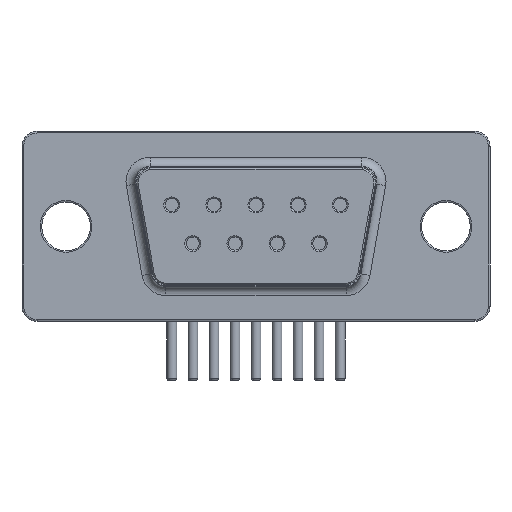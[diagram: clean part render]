
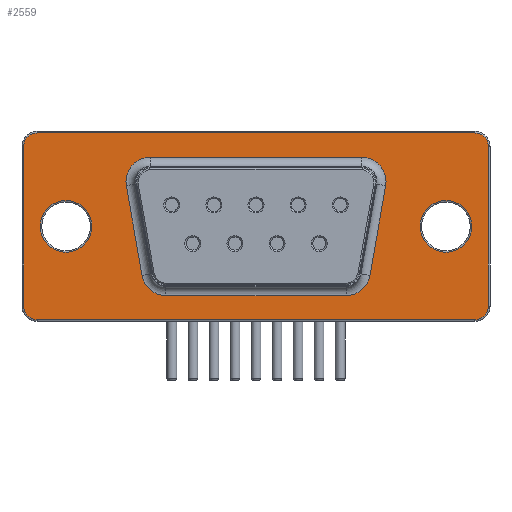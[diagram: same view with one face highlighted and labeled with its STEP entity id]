
A CAD part, front view. The second image highlights one B-rep face of the part: STEP entity #2559.
In plain terms, the highlighted planar face has unit normal (0, -1, 0).
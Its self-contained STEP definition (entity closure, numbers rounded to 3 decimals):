
#2308 = VERTEX_POINT('',#2309);
#2309 = CARTESIAN_POINT('',(-19.94,-12.54,12.4));
#2318 = VERTEX_POINT('',#2319);
#2319 = CARTESIAN_POINT('',(-20.84,-12.54,11.5));
#2326 = EDGE_CURVE('',#2308,#2318,#2327,.T.);
#2327 = CIRCLE('',#2328,0.9);
#2328 = AXIS2_PLACEMENT_3D('',#2329,#2330,#2331);
#2329 = CARTESIAN_POINT('',(-19.94,-12.54,11.5));
#2330 = DIRECTION('',(0.,-1.,0.));
#2331 = DIRECTION('',(0.,0.,1.));
#2342 = VERTEX_POINT('',#2343);
#2343 = CARTESIAN_POINT('',(8.86,-12.54,12.4));
#2350 = EDGE_CURVE('',#2342,#2308,#2351,.T.);
#2351 = LINE('',#2352,#2353);
#2352 = CARTESIAN_POINT('',(8.86,-12.54,12.4));
#2353 = VECTOR('',#2354,1.);
#2354 = DIRECTION('',(-1.,0.,0.));
#2367 = EDGE_CURVE('',#2318,#2368,#2370,.T.);
#2368 = VERTEX_POINT('',#2369);
#2369 = CARTESIAN_POINT('',(-20.84,-12.54,1.));
#2370 = LINE('',#2371,#2372);
#2371 = CARTESIAN_POINT('',(-20.84,-12.54,11.5));
#2372 = VECTOR('',#2373,1.);
#2373 = DIRECTION('',(0.,0.,-1.));
#2392 = VERTEX_POINT('',#2393);
#2393 = CARTESIAN_POINT('',(9.76,-12.54,11.5));
#2402 = EDGE_CURVE('',#2392,#2342,#2403,.T.);
#2403 = CIRCLE('',#2404,0.9);
#2404 = AXIS2_PLACEMENT_3D('',#2405,#2406,#2407);
#2405 = CARTESIAN_POINT('',(8.86,-12.54,11.5));
#2406 = DIRECTION('',(0.,-1.,0.));
#2407 = DIRECTION('',(1.,0.,0.));
#2420 = VERTEX_POINT('',#2421);
#2421 = CARTESIAN_POINT('',(-19.94,-12.54,0.1));
#2428 = EDGE_CURVE('',#2368,#2420,#2429,.T.);
#2429 = CIRCLE('',#2430,0.9);
#2430 = AXIS2_PLACEMENT_3D('',#2431,#2432,#2433);
#2431 = CARTESIAN_POINT('',(-19.94,-12.54,1.));
#2432 = DIRECTION('',(0.,-1.,0.));
#2433 = DIRECTION('',(-1.,0.,0.));
#2444 = VERTEX_POINT('',#2445);
#2445 = CARTESIAN_POINT('',(9.76,-12.54,1.));
#2452 = EDGE_CURVE('',#2444,#2392,#2453,.T.);
#2453 = LINE('',#2454,#2455);
#2454 = CARTESIAN_POINT('',(9.76,-12.54,1.));
#2455 = VECTOR('',#2456,1.);
#2456 = DIRECTION('',(0.,0.,1.));
#2469 = EDGE_CURVE('',#2420,#2470,#2472,.T.);
#2470 = VERTEX_POINT('',#2471);
#2471 = CARTESIAN_POINT('',(8.86,-12.54,0.1));
#2472 = LINE('',#2473,#2474);
#2473 = CARTESIAN_POINT('',(-19.94,-12.54,0.1));
#2474 = VECTOR('',#2475,1.);
#2475 = DIRECTION('',(1.,0.,0.));
#2496 = EDGE_CURVE('',#2470,#2444,#2497,.T.);
#2497 = CIRCLE('',#2498,0.9);
#2498 = AXIS2_PLACEMENT_3D('',#2499,#2500,#2501);
#2499 = CARTESIAN_POINT('',(8.86,-12.54,1.));
#2500 = DIRECTION('',(0.,-1.,0.));
#2501 = DIRECTION('',(0.,0.,-1.));
#2512 = VERTEX_POINT('',#2513);
#2513 = CARTESIAN_POINT('',(8.66,-12.54,6.25));
#2522 = EDGE_CURVE('',#2512,#2512,#2523,.T.);
#2523 = CIRCLE('',#2524,1.7);
#2524 = AXIS2_PLACEMENT_3D('',#2525,#2526,#2527);
#2525 = CARTESIAN_POINT('',(6.96,-12.54,6.25));
#2526 = DIRECTION('',(0.,-1.,0.));
#2527 = DIRECTION('',(1.,0.,0.));
#2538 = VERTEX_POINT('',#2539);
#2539 = CARTESIAN_POINT('',(-16.34,-12.54,6.25));
#2548 = EDGE_CURVE('',#2538,#2538,#2549,.T.);
#2549 = CIRCLE('',#2550,1.7);
#2550 = AXIS2_PLACEMENT_3D('',#2551,#2552,#2553);
#2551 = CARTESIAN_POINT('',(-18.04,-12.54,6.25));
#2552 = DIRECTION('',(0.,-1.,0.));
#2553 = DIRECTION('',(1.,0.,0.));
#2559 = ADVANCED_FACE('',(#2560,#2630,#2640,#2643),#2646,.T.);
#2560 = FACE_BOUND('',#2561,.T.);
#2561 = EDGE_LOOP('',(#2562,#2573,#2581,#2590,#2598,#2607,#2615,#2624));
#2562 = ORIENTED_EDGE('',*,*,#2563,.T.);
#2563 = EDGE_CURVE('',#2564,#2566,#2568,.T.);
#2564 = VERTEX_POINT('',#2565);
#2565 = CARTESIAN_POINT('',(-11.465,-12.54,1.7));
#2566 = VERTEX_POINT('',#2567);
#2567 = CARTESIAN_POINT('',(-13.041,-12.54,3.024));
#2568 = CIRCLE('',#2569,1.6);
#2569 = AXIS2_PLACEMENT_3D('',#2570,#2571,#2572);
#2570 = CARTESIAN_POINT('',(-11.465,-12.54,3.3));
#2571 = DIRECTION('',(0.,1.,0.));
#2572 = DIRECTION('',(0.,0.,-1.));
#2573 = ORIENTED_EDGE('',*,*,#2574,.T.);
#2574 = EDGE_CURVE('',#2566,#2575,#2577,.T.);
#2575 = VERTEX_POINT('',#2576);
#2576 = CARTESIAN_POINT('',(-14.075,-12.54,8.924));
#2577 = LINE('',#2578,#2579);
#2578 = CARTESIAN_POINT('',(-13.041,-12.54,3.024));
#2579 = VECTOR('',#2580,1.);
#2580 = DIRECTION('',(-0.173,0.,0.985
));
#2581 = ORIENTED_EDGE('',*,*,#2582,.T.);
#2582 = EDGE_CURVE('',#2575,#2583,#2585,.T.);
#2583 = VERTEX_POINT('',#2584);
#2584 = CARTESIAN_POINT('',(-12.499,-12.54,10.8));
#2585 = CIRCLE('',#2586,1.6);
#2586 = AXIS2_PLACEMENT_3D('',#2587,#2588,#2589);
#2587 = CARTESIAN_POINT('',(-12.499,-12.54,9.2));
#2588 = DIRECTION('',(0.,1.,0.));
#2589 = DIRECTION('',(-0.985,0.,
-0.173));
#2590 = ORIENTED_EDGE('',*,*,#2591,.T.);
#2591 = EDGE_CURVE('',#2583,#2592,#2594,.T.);
#2592 = VERTEX_POINT('',#2593);
#2593 = CARTESIAN_POINT('',(1.419,-12.54,10.8));
#2594 = LINE('',#2595,#2596);
#2595 = CARTESIAN_POINT('',(-12.499,-12.54,10.8));
#2596 = VECTOR('',#2597,1.);
#2597 = DIRECTION('',(1.,0.,0.));
#2598 = ORIENTED_EDGE('',*,*,#2599,.T.);
#2599 = EDGE_CURVE('',#2592,#2600,#2602,.T.);
#2600 = VERTEX_POINT('',#2601);
#2601 = CARTESIAN_POINT('',(2.995,-12.54,8.924));
#2602 = CIRCLE('',#2603,1.6);
#2603 = AXIS2_PLACEMENT_3D('',#2604,#2605,#2606);
#2604 = CARTESIAN_POINT('',(1.419,-12.54,9.2));
#2605 = DIRECTION('',(0.,1.,0.));
#2606 = DIRECTION('',(0.,0.,1.));
#2607 = ORIENTED_EDGE('',*,*,#2608,.T.);
#2608 = EDGE_CURVE('',#2600,#2609,#2611,.T.);
#2609 = VERTEX_POINT('',#2610);
#2610 = CARTESIAN_POINT('',(1.961,-12.54,3.024));
#2611 = LINE('',#2612,#2613);
#2612 = CARTESIAN_POINT('',(2.995,-12.54,8.924));
#2613 = VECTOR('',#2614,1.);
#2614 = DIRECTION('',(-0.173,0.,
-0.985));
#2615 = ORIENTED_EDGE('',*,*,#2616,.T.);
#2616 = EDGE_CURVE('',#2609,#2617,#2619,.T.);
#2617 = VERTEX_POINT('',#2618);
#2618 = CARTESIAN_POINT('',(0.385,-12.54,1.7));
#2619 = CIRCLE('',#2620,1.6);
#2620 = AXIS2_PLACEMENT_3D('',#2621,#2622,#2623);
#2621 = CARTESIAN_POINT('',(0.385,-12.54,3.3));
#2622 = DIRECTION('',(0.,1.,0.));
#2623 = DIRECTION('',(0.985,0.,
-0.173));
#2624 = ORIENTED_EDGE('',*,*,#2625,.T.);
#2625 = EDGE_CURVE('',#2617,#2564,#2626,.T.);
#2626 = LINE('',#2627,#2628);
#2627 = CARTESIAN_POINT('',(0.385,-12.54,1.7));
#2628 = VECTOR('',#2629,1.);
#2629 = DIRECTION('',(-1.,0.,0.));
#2630 = FACE_BOUND('',#2631,.T.);
#2631 = EDGE_LOOP('',(#2632,#2633,#2634,#2635,#2636,#2637,#2638,#2639));
#2632 = ORIENTED_EDGE('',*,*,#2326,.T.);
#2633 = ORIENTED_EDGE('',*,*,#2367,.T.);
#2634 = ORIENTED_EDGE('',*,*,#2428,.T.);
#2635 = ORIENTED_EDGE('',*,*,#2469,.T.);
#2636 = ORIENTED_EDGE('',*,*,#2496,.T.);
#2637 = ORIENTED_EDGE('',*,*,#2452,.T.);
#2638 = ORIENTED_EDGE('',*,*,#2402,.T.);
#2639 = ORIENTED_EDGE('',*,*,#2350,.T.);
#2640 = FACE_BOUND('',#2641,.T.);
#2641 = EDGE_LOOP('',(#2642));
#2642 = ORIENTED_EDGE('',*,*,#2522,.F.);
#2643 = FACE_BOUND('',#2644,.T.);
#2644 = EDGE_LOOP('',(#2645));
#2645 = ORIENTED_EDGE('',*,*,#2548,.F.);
#2646 = PLANE('',#2647);
#2647 = AXIS2_PLACEMENT_3D('',#2648,#2649,#2650);
#2648 = CARTESIAN_POINT('',(-5.54,-12.54,6.25));
#2649 = DIRECTION('',(0.,-1.,0.));
#2650 = DIRECTION('',(1.,0.,0.));
